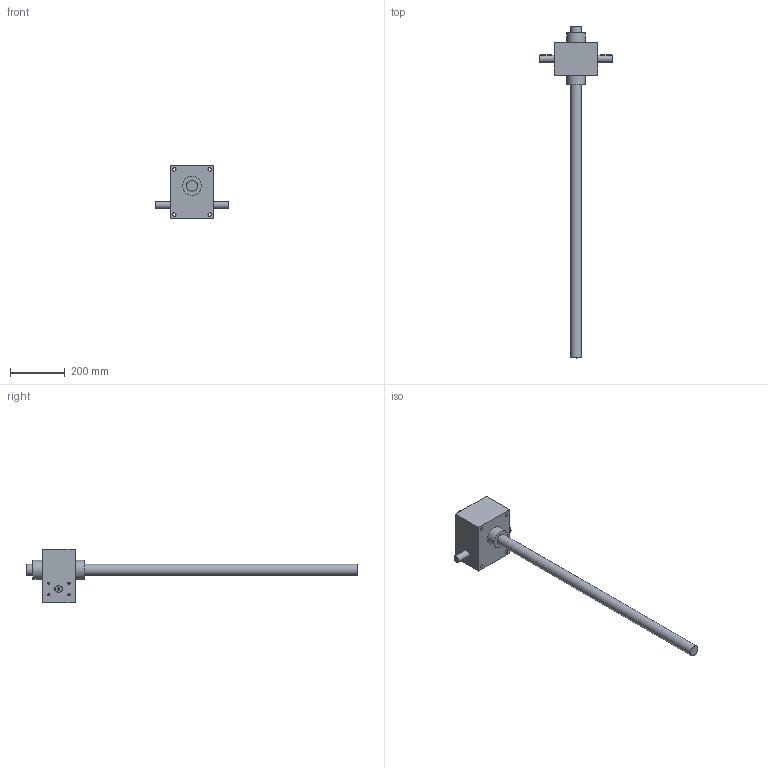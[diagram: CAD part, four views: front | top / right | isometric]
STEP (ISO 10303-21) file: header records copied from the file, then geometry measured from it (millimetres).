
FILE_DESCRIPTION( ( 'STEP AP214' ), ' ' );
FILE_NAME( 'XTP407_B_-_R.1_10_C.1000_-_-_-_-_-_-_-.stp', '2017-08-20T14:39:49', ( '' ), ( '' ), ' ', 'PARTsolutions', ' ' );
FILE_SCHEMA( ( 'AUTOMOTIVE_DESIGN { 1 0 10303 214 1 1 1 1 }' ) );
Length unit declared in the file: millimetre
Products named in the file (4): XTP407_B_-_R.1/10_C.1000_-_-_-_-_-_-_-; _XTP407_1_1000_1_1_1_1_11-1; _XTP407-2; _TP407_1000_1_1_11-3
Assembly tree (4 placements, depth 2):
  XTP407_B_-_R.1/10_C.1000_-_-_-_-_-_-_-
    _XTP407_1_1000_1_1_1_1_11-1
    _XTP407-2  x2
    _TP407_1000_1_1_11-3
Bounding box: 270 x 1215 x 195 mm (x, y, z)
Volume: 5353322.3 mm3; surface area: 393928.2 mm2
Topology: 4 solids, 4 shells, 159 faces, 401 edges, 262 vertices
Faces by surface type: plane 85, cylinder 52, cone 22
Full cylindrical faces by diameter (mm): 6.647 x10, 13 x4, 25 x3, 33 x1, 40 x1, 69 x2
Entity records: 5530 total; most frequent: CARTESIAN_POINT 786, DIRECTION 734, ORIENTED_EDGE 650, EDGE_CURVE 325, AXIS2_PLACEMENT_3D 258, VERTEX_POINT 242, LINE 218, VECTOR 218
